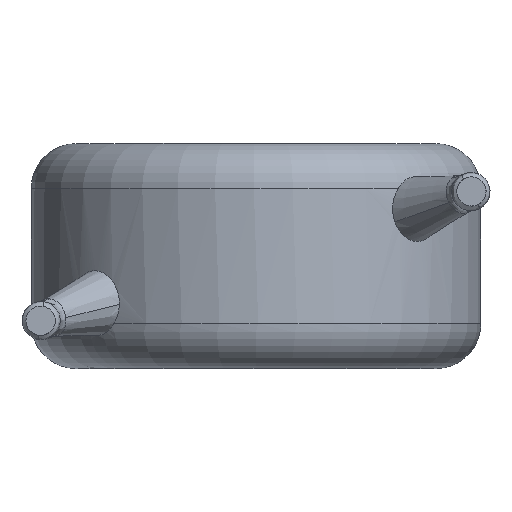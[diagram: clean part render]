
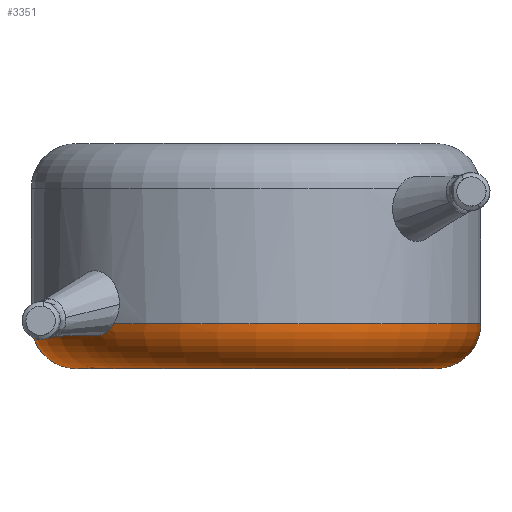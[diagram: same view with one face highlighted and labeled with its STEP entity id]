
A CAD part, front view. The second image highlights one B-rep face of the part: STEP entity #3351.
In plain terms, the highlighted toroidal (fillet/blend) face has major radius 4 mm and minor radius 1 mm.
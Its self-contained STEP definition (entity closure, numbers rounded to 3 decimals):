
#83 = AXIS2_PLACEMENT_3D ( 'NONE', #3862, #146, #2434 ) ;
#118 = DIRECTION ( 'NONE',  ( 0., 0., -1. ) ) ;
#146 = DIRECTION ( 'NONE',  ( 0., 0., 1. ) ) ;
#160 = FACE_OUTER_BOUND ( 'NONE', #892, .T. ) ;
#174 = ORIENTED_EDGE ( 'NONE', *, *, #3532, .F. ) ;
#247 = EDGE_CURVE ( 'NONE', #2827, #3705, #1797, .T. ) ;
#253 = CARTESIAN_POINT ( 'NONE',  ( -3.618, -3.402, 0.736 ) ) ;
#273 = CARTESIAN_POINT ( 'NONE',  ( -3.212, -3.833, 0.916 ) ) ;
#356 = VERTEX_POINT ( 'NONE', #1408 ) ;
#503 = DIRECTION ( 'NONE',  ( 0., 0., 1. ) ) ;
#601 = DIRECTION ( 'NONE',  ( -1., 0., 0. ) ) ;
#712 = DIRECTION ( 'NONE',  ( 1., 0., 0. ) ) ;
#735 = AXIS2_PLACEMENT_3D ( 'NONE', #1644, #3298, #601 ) ;
#775 = VERTEX_POINT ( 'NONE', #1478 ) ;
#865 = ORIENTED_EDGE ( 'NONE', *, *, #2178, .F. ) ;
#892 = EDGE_LOOP ( 'NONE', ( #2624, #2831, #2984, #174, #911, #865 ) ) ;
#901 = CARTESIAN_POINT ( 'NONE',  ( -3.398, -3.63, 0.758 ) ) ;
#911 = ORIENTED_EDGE ( 'NONE', *, *, #247, .F. ) ;
#916 = CARTESIAN_POINT ( 'NONE',  ( -3.832, -3.198, 0.852 ) ) ;
#966 = CIRCLE ( 'NONE', #4202, 4. ) ;
#1082 = VERTEX_POINT ( 'NONE', #1812 ) ;
#1378 = CARTESIAN_POINT ( 'NONE',  ( -3.16, -3.875, 1. ) ) ;
#1390 = CARTESIAN_POINT ( 'NONE',  ( 4., 0., 1. ) ) ;
#1408 = CARTESIAN_POINT ( 'NONE',  ( 5., 0., 1. ) ) ;
#1478 = CARTESIAN_POINT ( 'NONE',  ( -4., 0., 0. ) ) ;
#1509 = CARTESIAN_POINT ( 'NONE',  ( -3.694, -3.329, 0.761 ) ) ;
#1610 = AXIS2_PLACEMENT_3D ( 'NONE', #2386, #3707, #3329 ) ;
#1644 = CARTESIAN_POINT ( 'NONE',  ( -4., 0., 1. ) ) ;
#1734 = VERTEX_POINT ( 'NONE', #3791 ) ;
#1797 = B_SPLINE_CURVE_WITH_KNOTS ( 'NONE', 3,
 ( #3525, #3861, #916, #1509, #253, #1866, #901, #2850, #273, #2218 ),
 .UNSPECIFIED., .F., .F.,
 ( 4, 2, 2, 2, 4 ),
 ( 0., 0., 0.001, 0.001, 0.001 ),
 .UNSPECIFIED. ) ;
#1803 = DIRECTION ( 'NONE',  ( 1., 0., 0. ) ) ;
#1812 = CARTESIAN_POINT ( 'NONE',  ( 4., 0., 0. ) ) ;
#1866 = CARTESIAN_POINT ( 'NONE',  ( -3.47, -3.552, 0.735 ) ) ;
#1873 = CIRCLE ( 'NONE', #83, 5. ) ;
#2000 = EDGE_CURVE ( 'NONE', #775, #1734, #2137, .T. ) ;
#2023 = CARTESIAN_POINT ( 'NONE',  ( 0., 0., 0. ) ) ;
#2137 = CIRCLE ( 'NONE', #735, 1. ) ;
#2178 = EDGE_CURVE ( 'NONE', #1734, #2827, #1873, .T. ) ;
#2218 = CARTESIAN_POINT ( 'NONE',  ( -3.16, -3.875, 1. ) ) ;
#2386 = CARTESIAN_POINT ( 'NONE',  ( 0., 0., 1. ) ) ;
#2403 = DIRECTION ( 'NONE',  ( 0., 0., -1. ) ) ;
#2425 = AXIS2_PLACEMENT_3D ( 'NONE', #2465, #503, #1803 ) ;
#2433 = CIRCLE ( 'NONE', #4042, 1. ) ;
#2434 = DIRECTION ( 'NONE',  ( 1., 0., 0. ) ) ;
#2465 = CARTESIAN_POINT ( 'NONE',  ( 0., 0., 1. ) ) ;
#2467 = TOROIDAL_SURFACE ( 'NONE', #2425, 4., 1. ) ;
#2605 = CIRCLE ( 'NONE', #1610, 5. ) ;
#2624 = ORIENTED_EDGE ( 'NONE', *, *, #2000, .F. ) ;
#2696 = CARTESIAN_POINT ( 'NONE',  ( -3.935, -3.084, 1. ) ) ;
#2827 = VERTEX_POINT ( 'NONE', #2696 ) ;
#2831 = ORIENTED_EDGE ( 'NONE', *, *, #3462, .F. ) ;
#2850 = CARTESIAN_POINT ( 'NONE',  ( -3.269, -3.771, 0.849 ) ) ;
#2854 = EDGE_CURVE ( 'NONE', #1082, #356, #2433, .T. ) ;
#2984 = ORIENTED_EDGE ( 'NONE', *, *, #2854, .T. ) ;
#3298 = DIRECTION ( 'NONE',  ( 0., 1., 0. ) ) ;
#3329 = DIRECTION ( 'NONE',  ( 1., 0., 0. ) ) ;
#3351 = ADVANCED_FACE ( 'NONE', ( #160 ), #2467, .T. ) ;
#3462 = EDGE_CURVE ( 'NONE', #1082, #775, #966, .T. ) ;
#3525 = CARTESIAN_POINT ( 'NONE',  ( -3.935, -3.084, 1. ) ) ;
#3532 = EDGE_CURVE ( 'NONE', #3705, #356, #2605, .T. ) ;
#3700 = DIRECTION ( 'NONE',  ( 0., -1., 0. ) ) ;
#3705 = VERTEX_POINT ( 'NONE', #1378 ) ;
#3707 = DIRECTION ( 'NONE',  ( 0., 0., 1. ) ) ;
#3791 = CARTESIAN_POINT ( 'NONE',  ( -5., 0., 1. ) ) ;
#3861 = CARTESIAN_POINT ( 'NONE',  ( -3.893, -3.139, 0.919 ) ) ;
#3862 = CARTESIAN_POINT ( 'NONE',  ( 0., 0., 1. ) ) ;
#4042 = AXIS2_PLACEMENT_3D ( 'NONE', #1390, #3700, #118 ) ;
#4202 = AXIS2_PLACEMENT_3D ( 'NONE', #2023, #2403, #712 ) ;
